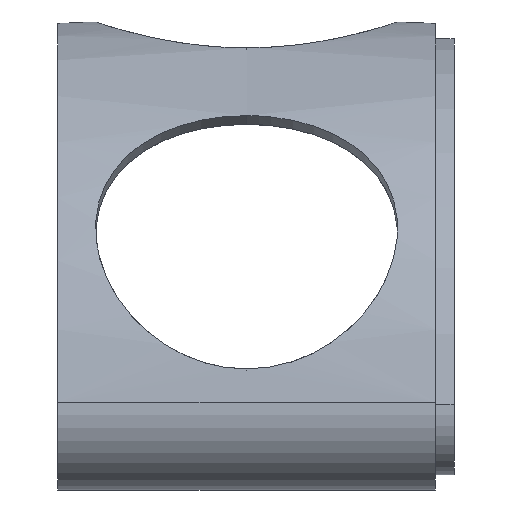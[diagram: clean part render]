
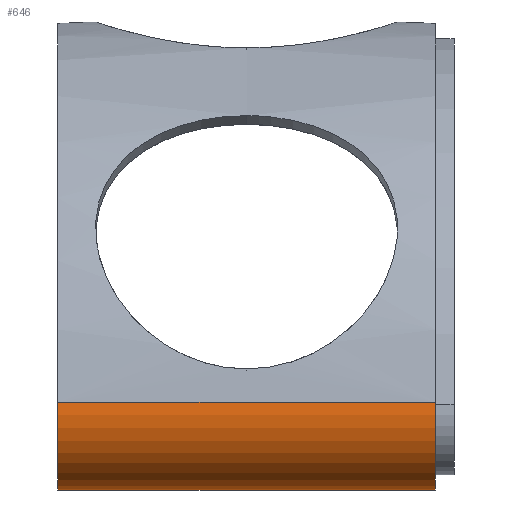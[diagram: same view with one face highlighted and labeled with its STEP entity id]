
A CAD part, left-side view. The second image highlights one B-rep face of the part: STEP entity #646.
In plain terms, the highlighted cylindrical face has radius 20 mm (diameter 40 mm), a partial arc.
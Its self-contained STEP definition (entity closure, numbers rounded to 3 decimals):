
#43 = DIRECTION ( 'NONE',  ( 0., 1., 0. ) ) ;
#101 = EDGE_CURVE ( 'NONE', #647, #491, #1560, .T. ) ;
#109 = CARTESIAN_POINT ( 'NONE',  ( -98.712, 0., -4. ) ) ;
#154 = VERTEX_POINT ( 'NONE', #109 ) ;
#197 = LINE ( 'NONE', #584, #990 ) ;
#220 = CARTESIAN_POINT ( 'NONE',  ( -118.454, 100., 19.2 ) ) ;
#223 = CARTESIAN_POINT ( 'NONE',  ( -98.712, 100., -4. ) ) ;
#246 = AXIS2_PLACEMENT_3D ( 'NONE', #498, #357, #1297 ) ;
#349 = ORIENTED_EDGE ( 'NONE', *, *, #101, .F. ) ;
#357 = DIRECTION ( 'NONE',  ( 0., -1., 0. ) ) ;
#409 = LINE ( 'NONE', #220, #1132 ) ;
#460 = CARTESIAN_POINT ( 'NONE',  ( -118.454, 100., 19.2 ) ) ;
#491 = VERTEX_POINT ( 'NONE', #460 ) ;
#498 = CARTESIAN_POINT ( 'NONE',  ( -98.712, 100., 16. ) ) ;
#584 = CARTESIAN_POINT ( 'NONE',  ( -98.712, 100., -4. ) ) ;
#646 = ADVANCED_FACE ( 'NONE', ( #943 ), #741, .T. ) ;
#647 = VERTEX_POINT ( 'NONE', #223 ) ;
#741 = CYLINDRICAL_SURFACE ( 'NONE', #246, 20. ) ;
#746 = DIRECTION ( 'NONE',  ( 0., -1., 0. ) ) ;
#853 = EDGE_CURVE ( 'NONE', #154, #1406, #1401, .T. ) ;
#943 = FACE_OUTER_BOUND ( 'NONE', #1638, .T. ) ;
#982 = ORIENTED_EDGE ( 'NONE', *, *, #1586, .T. ) ;
#988 = DIRECTION ( 'NONE',  ( 0., 0., 1. ) ) ;
#990 = VECTOR ( 'NONE', #1362, 1000. ) ;
#994 = CARTESIAN_POINT ( 'NONE',  ( -98.712, 100., 16. ) ) ;
#1020 = CARTESIAN_POINT ( 'NONE',  ( -118.454, 0., 19.2 ) ) ;
#1096 = CARTESIAN_POINT ( 'NONE',  ( -98.712, 0., 16. ) ) ;
#1132 = VECTOR ( 'NONE', #746, 1000. ) ;
#1204 = AXIS2_PLACEMENT_3D ( 'NONE', #1096, #1241, #1467 ) ;
#1233 = EDGE_CURVE ( 'NONE', #491, #1406, #409, .T. ) ;
#1241 = DIRECTION ( 'NONE',  ( 0., 1., 0. ) ) ;
#1297 = DIRECTION ( 'NONE',  ( 0., 0., -1. ) ) ;
#1362 = DIRECTION ( 'NONE',  ( 0., -1., 0. ) ) ;
#1401 = CIRCLE ( 'NONE', #1204, 20. ) ;
#1406 = VERTEX_POINT ( 'NONE', #1020 ) ;
#1467 = DIRECTION ( 'NONE',  ( 0., 0., 1. ) ) ;
#1518 = ORIENTED_EDGE ( 'NONE', *, *, #1233, .F. ) ;
#1560 = CIRCLE ( 'NONE', #1647, 20. ) ;
#1586 = EDGE_CURVE ( 'NONE', #647, #154, #197, .T. ) ;
#1638 = EDGE_LOOP ( 'NONE', ( #1643, #1518, #349, #982 ) ) ;
#1643 = ORIENTED_EDGE ( 'NONE', *, *, #853, .T. ) ;
#1647 = AXIS2_PLACEMENT_3D ( 'NONE', #994, #43, #988 ) ;
